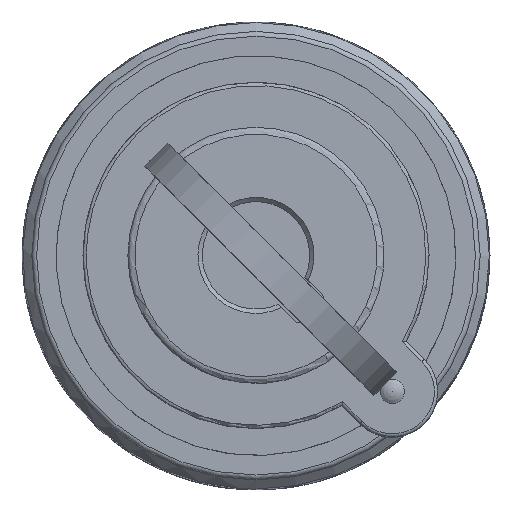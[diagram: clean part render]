
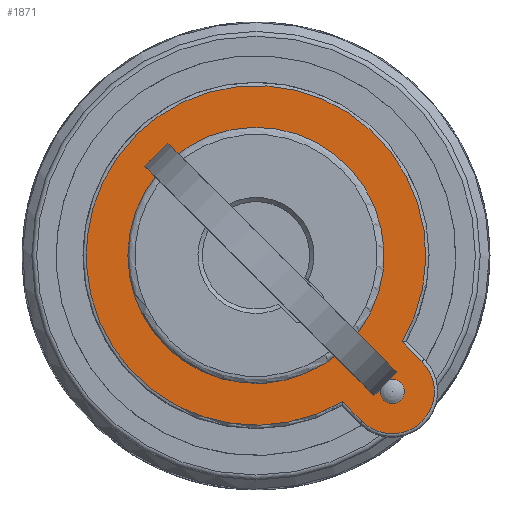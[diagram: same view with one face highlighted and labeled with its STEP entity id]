
A CAD part, top view. The second image highlights one B-rep face of the part: STEP entity #1871.
In plain terms, the highlighted planar face has unit normal (0, 0, 1).
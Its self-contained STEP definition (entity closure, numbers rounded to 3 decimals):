
#1871 = ADVANCED_FACE( '', ( #3854, #3855, #3856 ), #3857, .F. );
#3854 = FACE_BOUND( '', #6775, .T. );
#3855 = FACE_OUTER_BOUND( '', #6776, .T. );
#3856 = FACE_BOUND( '', #6777, .T. );
#3857 = PLANE( '', #6778 );
#6775 = EDGE_LOOP( '', ( #12749 ) );
#6776 = EDGE_LOOP( '', ( #12750, #12751, #12752, #12753 ) );
#6777 = EDGE_LOOP( '', ( #12754 ) );
#6778 = AXIS2_PLACEMENT_3D( '', #12755, #12756, #12757 );
#12749 = ORIENTED_EDGE( '', *, *, #15194, .T. );
#12750 = ORIENTED_EDGE( '', *, *, #14026, .T. );
#12751 = ORIENTED_EDGE( '', *, *, #15627, .T. );
#12752 = ORIENTED_EDGE( '', *, *, #15652, .T. );
#12753 = ORIENTED_EDGE( '', *, *, #14864, .T. );
#12754 = ORIENTED_EDGE( '', *, *, #14055, .F. );
#12755 = CARTESIAN_POINT( '', ( 0., 0., 18.95 ) );
#12756 = DIRECTION( '', ( 0., 0., -1. ) );
#12757 = DIRECTION( '', ( -0.707, 0.707, 0. ) );
#14026 = EDGE_CURVE( '', #16867, #16872, #16874, .T. );
#14055 = EDGE_CURVE( '', #16918, #16918, #16919, .T. );
#14864 = EDGE_CURVE( '', #18191, #16867, #18194, .T. );
#15194 = EDGE_CURVE( '', #18657, #18657, #18658, .T. );
#15627 = EDGE_CURVE( '', #16872, #19190, #19192, .T. );
#15652 = EDGE_CURVE( '', #19190, #18191, #19221, .T. );
#16867 = VERTEX_POINT( '', #21301 );
#16872 = VERTEX_POINT( '', #21312 );
#16874 = LINE( '', #21314, #21315 );
#16918 = VERTEX_POINT( '', #21410 );
#16919 = CIRCLE( '', #21411, 0.75 );
#18191 = VERTEX_POINT( '', #23608 );
#18194 = CIRCLE( '', #23616, 10.45 );
#18657 = VERTEX_POINT( '', #24401 );
#18658 = CIRCLE( '', #24402, 7.883 );
#19190 = VERTEX_POINT( '', #25457 );
#19192 = CIRCLE( '', #25459, 2.6 );
#19221 = LINE( '', #25499, #25500 );
#21301 = CARTESIAN_POINT( '', ( 5.318, -8.995, 18.95 ) );
#21312 = CARTESIAN_POINT( '', ( 6.541, -10.218, 18.95 ) );
#21314 = CARTESIAN_POINT( '', ( -1.838, -1.838, 18.95 ) );
#21315 = VECTOR( '', #26735, 1000. );
#21410 = CARTESIAN_POINT( '', ( 8.91, -7.849, 18.95 ) );
#21411 = AXIS2_PLACEMENT_3D( '', #26764, #26765, #26766 );
#23608 = CARTESIAN_POINT( '', ( 8.995, -5.318, 18.95 ) );
#23616 = AXIS2_PLACEMENT_3D( '', #27706, #27707, #27708 );
#24401 = CARTESIAN_POINT( '', ( -7.883, 0., 18.95 ) );
#24402 = AXIS2_PLACEMENT_3D( '', #28139, #28140, #28141 );
#25457 = CARTESIAN_POINT( '', ( 10.218, -6.541, 18.95 ) );
#25459 = AXIS2_PLACEMENT_3D( '', #28579, #28580, #28581 );
#25499 = CARTESIAN_POINT( '', ( 1.838, 1.838, 18.95 ) );
#25500 = VECTOR( '', #28599, 1000. );
#26735 = DIRECTION( '', ( 0.707, -0.707, 0. ) );
#26764 = CARTESIAN_POINT( '', ( 8.379, -8.379, 18.95 ) );
#26765 = DIRECTION( '', ( 0., 0., 1. ) );
#26766 = DIRECTION( '', ( 0.707, 0.707, 0. ) );
#27706 = CARTESIAN_POINT( '', ( 0., 0., 18.95 ) );
#27707 = DIRECTION( '', ( 0., 0., 1. ) );
#27708 = DIRECTION( '', ( 0.707, 0.707, 0. ) );
#28139 = CARTESIAN_POINT( '', ( 0., 0., 18.95 ) );
#28140 = DIRECTION( '', ( 0., 0., -1. ) );
#28141 = DIRECTION( '', ( -1., 0., 0. ) );
#28579 = CARTESIAN_POINT( '', ( 8.379, -8.379, 18.95 ) );
#28580 = DIRECTION( '', ( 0., 0., 1. ) );
#28581 = DIRECTION( '', ( 0.707, 0.707, 0. ) );
#28599 = DIRECTION( '', ( -0.707, 0.707, 0. ) );
